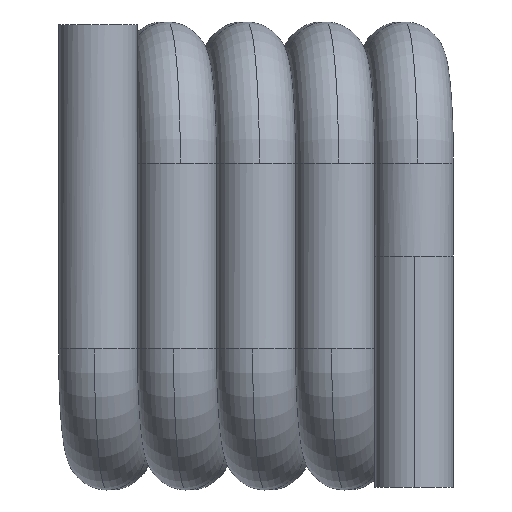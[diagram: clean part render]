
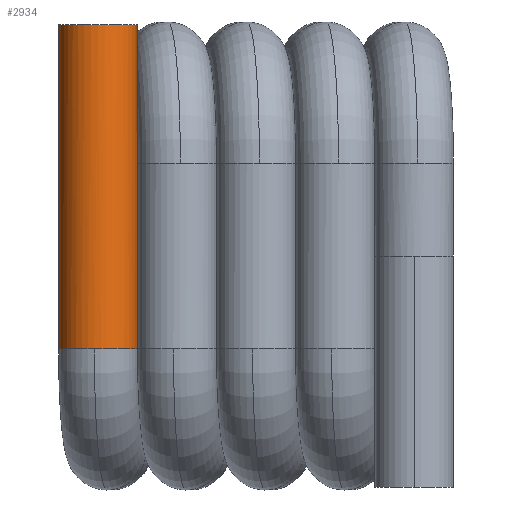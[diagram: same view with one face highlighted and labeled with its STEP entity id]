
A CAD part, front view. The second image highlights one B-rep face of the part: STEP entity #2934.
In plain terms, the highlighted cylindrical face has radius 0.177 mm (diameter 0.353 mm), a partial arc.
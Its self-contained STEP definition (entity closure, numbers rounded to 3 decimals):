
#94 = CARTESIAN_POINT ( 'NONE',  ( -0.177, 0., -1.294 ) ) ;
#123 = AXIS2_PLACEMENT_3D ( 'NONE', #1122, #394, #2598 ) ;
#353 = VERTEX_POINT ( 'NONE', #1988 ) ;
#394 = DIRECTION ( 'NONE',  ( 0., 0., 1. ) ) ;
#681 = EDGE_CURVE ( 'NONE', #3400, #4272, #1928, .T. ) ;
#794 = EDGE_CURVE ( 'NONE', #1563, #4272, #3494, .T. ) ;
#908 = CARTESIAN_POINT ( 'NONE',  ( 0.177, 0., 0.165 ) ) ;
#1122 = CARTESIAN_POINT ( 'NONE',  ( 0., 0., -1.294 ) ) ;
#1392 = ORIENTED_EDGE ( 'NONE', *, *, #794, .T. ) ;
#1442 = EDGE_LOOP ( 'NONE', ( #2192, #2605, #3795, #2978, #1392 ) ) ;
#1563 = VERTEX_POINT ( 'NONE', #908 ) ;
#1598 = AXIS2_PLACEMENT_3D ( 'NONE', #3746, #1763, #4026 ) ;
#1763 = DIRECTION ( 'NONE',  ( 0., 0., 1. ) ) ;
#1778 = CARTESIAN_POINT ( 'NONE',  ( 0., 0., -1.294 ) ) ;
#1779 = VECTOR ( 'NONE', #3469, 1000. ) ;
#1811 = EDGE_CURVE ( 'NONE', #353, #1563, #3577, .T. ) ;
#1883 = CARTESIAN_POINT ( 'NONE',  ( -0.177, 0., 0.165 ) ) ;
#1928 = LINE ( 'NONE', #2654, #2771 ) ;
#1988 = CARTESIAN_POINT ( 'NONE',  ( 0.177, 0., -1.294 ) ) ;
#2089 = AXIS2_PLACEMENT_3D ( 'NONE', #1778, #4034, #2146 ) ;
#2146 = DIRECTION ( 'NONE',  ( 1., 0., 0. ) ) ;
#2188 = VERTEX_POINT ( 'NONE', #2543 ) ;
#2192 = ORIENTED_EDGE ( 'NONE', *, *, #681, .F. ) ;
#2429 = DIRECTION ( 'NONE',  ( 0., 0., -1. ) ) ;
#2435 = CARTESIAN_POINT ( 'NONE',  ( 0., 0., 0.165 ) ) ;
#2436 = DIRECTION ( 'NONE',  ( 1., 0., 0. ) ) ;
#2543 = CARTESIAN_POINT ( 'NONE',  ( -0.015, -0.176, -1.294 ) ) ;
#2598 = DIRECTION ( 'NONE',  ( 1., 0., 0. ) ) ;
#2605 = ORIENTED_EDGE ( 'NONE', *, *, #2985, .T. ) ;
#2654 = CARTESIAN_POINT ( 'NONE',  ( -0.177, 0., -1.294 ) ) ;
#2655 = DIRECTION ( 'NONE',  ( 0., 0., 1. ) ) ;
#2771 = VECTOR ( 'NONE', #2655, 1000. ) ;
#2812 = AXIS2_PLACEMENT_3D ( 'NONE', #2435, #2429, #2436 ) ;
#2835 = CARTESIAN_POINT ( 'NONE',  ( 0.177, 0., -1.294 ) ) ;
#2934 = ADVANCED_FACE ( 'NONE', ( #3957 ), #4385, .T. ) ;
#2978 = ORIENTED_EDGE ( 'NONE', *, *, #1811, .T. ) ;
#2985 = EDGE_CURVE ( 'NONE', #3400, #2188, #3346, .T. ) ;
#3030 = EDGE_CURVE ( 'NONE', #2188, #353, #4083, .T. ) ;
#3346 = CIRCLE ( 'NONE', #1598, 0.177 ) ;
#3400 = VERTEX_POINT ( 'NONE', #94 ) ;
#3469 = DIRECTION ( 'NONE',  ( 0., 0., 1. ) ) ;
#3494 = CIRCLE ( 'NONE', #2812, 0.177 ) ;
#3577 = LINE ( 'NONE', #2835, #1779 ) ;
#3746 = CARTESIAN_POINT ( 'NONE',  ( 0., 0., -1.294 ) ) ;
#3795 = ORIENTED_EDGE ( 'NONE', *, *, #3030, .T. ) ;
#3957 = FACE_OUTER_BOUND ( 'NONE', #1442, .T. ) ;
#4026 = DIRECTION ( 'NONE',  ( 1., 0., 0. ) ) ;
#4034 = DIRECTION ( 'NONE',  ( 0., 0., 1. ) ) ;
#4083 = CIRCLE ( 'NONE', #2089, 0.177 ) ;
#4272 = VERTEX_POINT ( 'NONE', #1883 ) ;
#4385 = CYLINDRICAL_SURFACE ( 'NONE', #123, 0.177 ) ;
